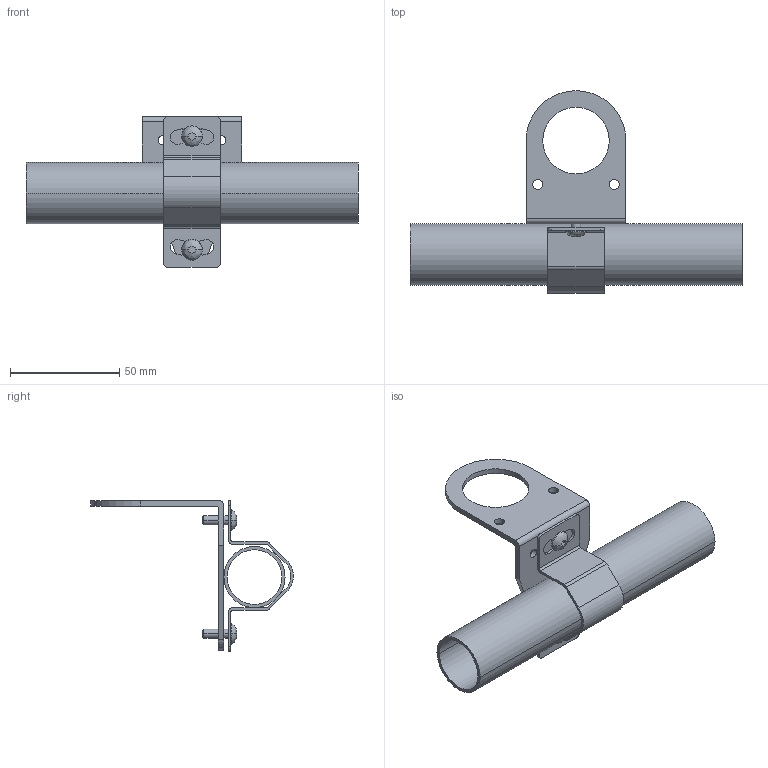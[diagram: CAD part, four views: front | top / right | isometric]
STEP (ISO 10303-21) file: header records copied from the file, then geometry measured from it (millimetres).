
FILE_DESCRIPTION((''),'2;1');
FILE_NAME('155367_SW','2011-05-05T',('banengservice'),('BANNER ENGINEERING'),'PRO/ENGINEER BY PARAMETRIC TECHNOLOGY CORPORATION, 2009141','PRO/ENGINEER BY PARAMETRIC TECHNOLOGY CORPORATION, 2009141','');
FILE_SCHEMA(('CONFIG_CONTROL_DESIGN'));
Length unit declared in the file: inch
Products named in the file (1): 155367_SW
Bounding box: 152 x 92.7 x 69 mm (x, y, z)
Volume: 32602.9 mm3; surface area: 40767.7 mm2
Topology: 2 solids, 2 shells, 104 faces, 284 edges, 184 vertices
Faces by surface type: cylinder 52, plane 44, cone 4, bspline 4
Entity records: 3598 total; most frequent: CARTESIAN_POINT 808, DIRECTION 596, ORIENTED_EDGE 568, EDGE_CURVE 284, AXIS2_PLACEMENT_3D 228, VERTEX_POINT 184, VECTOR 140, LINE 140
